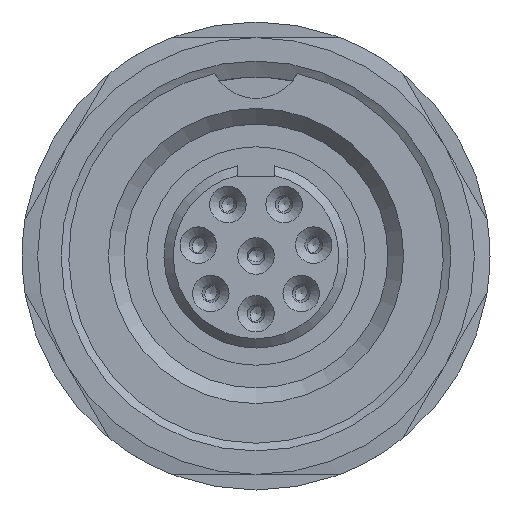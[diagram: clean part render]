
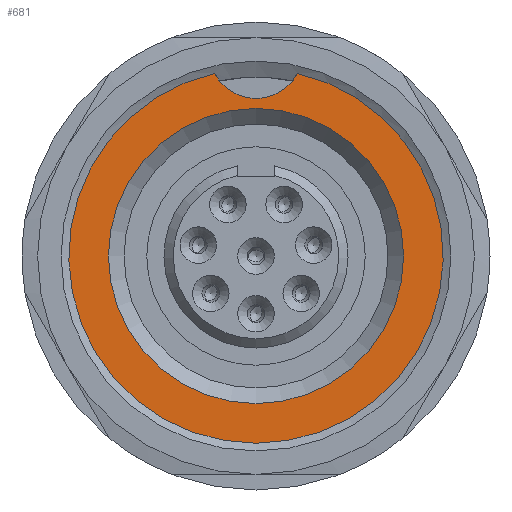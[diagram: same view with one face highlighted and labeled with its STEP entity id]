
A CAD part, left-side view. The second image highlights one B-rep face of the part: STEP entity #681.
In plain terms, the highlighted planar face has unit normal (-1, 0, 0).
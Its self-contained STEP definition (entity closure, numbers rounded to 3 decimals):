
#497=PLANE('',#3310);
#681=ADVANCED_FACE('',(#960,#961),#497,.T.);
#960=FACE_BOUND('',#1251,.T.);
#961=FACE_BOUND('',#1252,.T.);
#1251=EDGE_LOOP('',(#2014));
#1252=EDGE_LOOP('',(#2015,#2016));
#2014=ORIENTED_EDGE('',*,*,#2731,.T.);
#2015=ORIENTED_EDGE('',*,*,#2732,.F.);
#2016=ORIENTED_EDGE('',*,*,#2733,.T.);
#2400=VERTEX_POINT('',#5727);
#2401=VERTEX_POINT('',#5730);
#2402=VERTEX_POINT('',#5731);
#2731=EDGE_CURVE('',#2400,#2400,#2954,.T.);
#2732=EDGE_CURVE('',#2401,#2402,#2955,.T.);
#2733=EDGE_CURVE('',#2401,#2402,#2956,.T.);
#2954=CIRCLE('',#3306,4.73);
#2955=CIRCLE('',#3308,6.);
#2956=CIRCLE('',#3309,1.5);
#3306=AXIS2_PLACEMENT_3D('',#5726,#4084,#4085);
#3308=AXIS2_PLACEMENT_3D('',#5729,#4088,#4089);
#3309=AXIS2_PLACEMENT_3D('',#5732,#4090,#4091);
#3310=AXIS2_PLACEMENT_3D('',#5733,#4092,#4093);
#4084=DIRECTION('',(1.,0.,0.));
#4085=DIRECTION('',(0.,0.,1.));
#4088=DIRECTION('',(1.,0.,0.));
#4089=DIRECTION('',(0.,0.,-1.));
#4090=DIRECTION('',(1.,0.,0.));
#4091=DIRECTION('',(0.,0.,1.));
#4092=DIRECTION('',(-1.,0.,0.));
#4093=DIRECTION('',(0.,0.,1.));
#5726=CARTESIAN_POINT('',(0.,0.,0.));
#5727=CARTESIAN_POINT('',(0.,0.,4.73));
#5729=CARTESIAN_POINT('',(0.,0.,0.));
#5730=CARTESIAN_POINT('',(0.,-1.327,5.851));
#5731=CARTESIAN_POINT('',(0.,1.327,5.851));
#5732=CARTESIAN_POINT('',(0.,0.,6.55));
#5733=CARTESIAN_POINT('',(0.,0.,0.));
